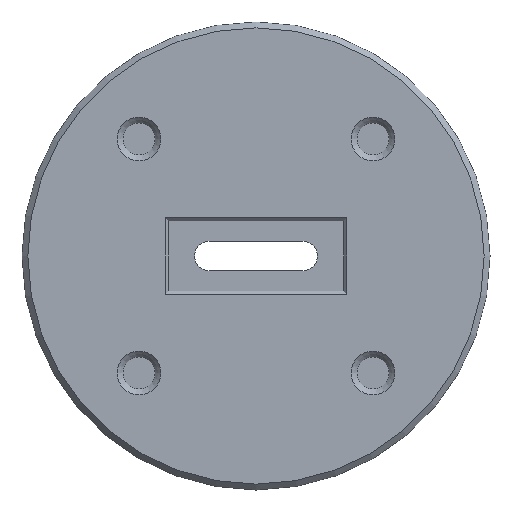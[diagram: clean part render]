
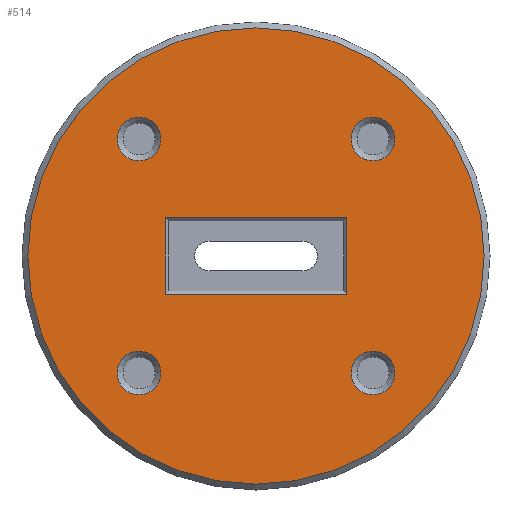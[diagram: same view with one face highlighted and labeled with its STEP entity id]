
A CAD part, front view. The second image highlights one B-rep face of the part: STEP entity #514.
In plain terms, the highlighted planar face has unit normal (0, -1, 0).
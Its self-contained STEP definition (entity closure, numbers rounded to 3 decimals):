
#30=FACE_BOUND('',#104,.T.);
#31=FACE_BOUND('',#105,.T.);
#32=FACE_BOUND('',#106,.T.);
#33=FACE_BOUND('',#107,.T.);
#34=FACE_BOUND('',#108,.T.);
#40=CIRCLE('',#567,3.75);
#42=CIRCLE('',#570,39.);
#43=CIRCLE('',#571,3.75);
#44=CIRCLE('',#572,3.75);
#45=CIRCLE('',#573,3.75);
#66=FACE_OUTER_BOUND('',#103,.T.);
#103=EDGE_LOOP('',(#399));
#104=EDGE_LOOP('',(#400));
#105=EDGE_LOOP('',(#401));
#106=EDGE_LOOP('',(#402,#403,#404,#405));
#107=EDGE_LOOP('',(#406));
#108=EDGE_LOOP('',(#407));
#155=LINE('',#838,#205);
#156=LINE('',#840,#206);
#157=LINE('',#842,#207);
#158=LINE('',#843,#208);
#205=VECTOR('',#676,10.);
#206=VECTOR('',#677,10.);
#207=VECTOR('',#678,10.);
#208=VECTOR('',#679,10.);
#251=VERTEX_POINT('',#824);
#253=VERTEX_POINT('',#830);
#254=VERTEX_POINT('',#832);
#255=VERTEX_POINT('',#834);
#256=VERTEX_POINT('',#836);
#257=VERTEX_POINT('',#837);
#258=VERTEX_POINT('',#839);
#259=VERTEX_POINT('',#841);
#260=VERTEX_POINT('',#844);
#302=EDGE_CURVE('',#251,#251,#40,.T.);
#305=EDGE_CURVE('',#253,#253,#42,.T.);
#306=EDGE_CURVE('',#254,#254,#43,.T.);
#307=EDGE_CURVE('',#255,#255,#44,.T.);
#308=EDGE_CURVE('',#256,#257,#155,.T.);
#309=EDGE_CURVE('',#258,#256,#156,.T.);
#310=EDGE_CURVE('',#259,#258,#157,.T.);
#311=EDGE_CURVE('',#257,#259,#158,.T.);
#312=EDGE_CURVE('',#260,#260,#45,.T.);
#399=ORIENTED_EDGE('',*,*,#305,.F.);
#400=ORIENTED_EDGE('',*,*,#306,.F.);
#401=ORIENTED_EDGE('',*,*,#307,.F.);
#402=ORIENTED_EDGE('',*,*,#308,.F.);
#403=ORIENTED_EDGE('',*,*,#309,.F.);
#404=ORIENTED_EDGE('',*,*,#310,.F.);
#405=ORIENTED_EDGE('',*,*,#311,.F.);
#406=ORIENTED_EDGE('',*,*,#312,.F.);
#407=ORIENTED_EDGE('',*,*,#302,.F.);
#489=PLANE('',#569);
#514=ADVANCED_FACE('',(#66,#30,#31,#32,#33,#34),#489,.F.);
#567=AXIS2_PLACEMENT_3D('',#825,#663,#664);
#569=AXIS2_PLACEMENT_3D('',#829,#668,#669);
#570=AXIS2_PLACEMENT_3D('',#831,#670,#671);
#571=AXIS2_PLACEMENT_3D('',#833,#672,#673);
#572=AXIS2_PLACEMENT_3D('',#835,#674,#675);
#573=AXIS2_PLACEMENT_3D('',#845,#680,#681);
#663=DIRECTION('center_axis',(0.,-1.,0.));
#664=DIRECTION('ref_axis',(-1.,0.,0.));
#668=DIRECTION('center_axis',(0.,1.,0.));
#669=DIRECTION('ref_axis',(1.,0.,0.));
#670=DIRECTION('center_axis',(0.,1.,0.));
#671=DIRECTION('ref_axis',(1.,0.,0.));
#672=DIRECTION('center_axis',(0.,-1.,0.));
#673=DIRECTION('ref_axis',(-1.,0.,0.));
#674=DIRECTION('center_axis',(0.,-1.,0.));
#675=DIRECTION('ref_axis',(-1.,0.,0.));
#676=DIRECTION('',(0.,0.,1.));
#677=DIRECTION('',(1.,0.,0.));
#678=DIRECTION('',(0.,0.,-1.));
#679=DIRECTION('',(-1.,0.,0.));
#680=DIRECTION('center_axis',(0.,-1.,0.));
#681=DIRECTION('ref_axis',(-1.,0.,0.));
#824=CARTESIAN_POINT('',(23.75,3.,20.));
#825=CARTESIAN_POINT('Origin',(20.,3.,20.));
#829=CARTESIAN_POINT('Origin',(0.,3.,0.));
#830=CARTESIAN_POINT('',(-39.,3.,0.));
#831=CARTESIAN_POINT('Origin',(0.,3.,0.));
#832=CARTESIAN_POINT('',(23.75,3.,-20.));
#833=CARTESIAN_POINT('Origin',(20.,3.,-20.));
#834=CARTESIAN_POINT('',(-16.25,3.,20.));
#835=CARTESIAN_POINT('Origin',(-20.,3.,20.));
#836=CARTESIAN_POINT('',(15.5,3.,-6.5));
#837=CARTESIAN_POINT('',(15.5,3.,6.5));
#838=CARTESIAN_POINT('',(15.5,3.,3.));
#839=CARTESIAN_POINT('',(-15.5,3.,-6.5));
#840=CARTESIAN_POINT('',(7.5,3.,-6.5));
#841=CARTESIAN_POINT('',(-15.5,3.,6.5));
#842=CARTESIAN_POINT('',(-15.5,3.,-3.));
#843=CARTESIAN_POINT('',(-7.5,3.,6.5));
#844=CARTESIAN_POINT('',(-16.25,3.,-20.));
#845=CARTESIAN_POINT('Origin',(-20.,3.,-20.));
